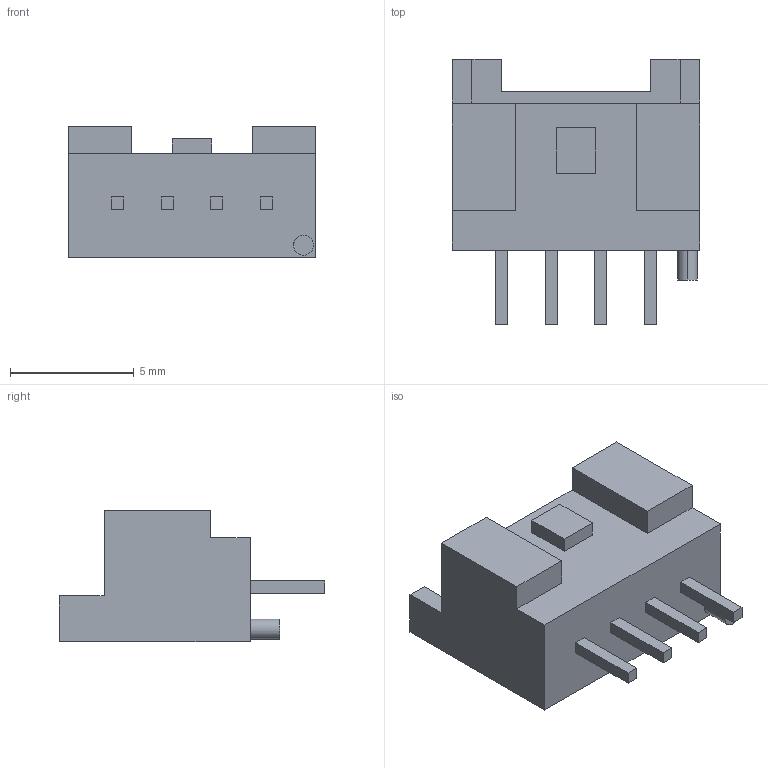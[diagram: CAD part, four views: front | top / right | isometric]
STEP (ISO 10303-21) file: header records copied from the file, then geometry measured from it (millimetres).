
FILE_DESCRIPTION(('CATIA V5 STEP Exchange'),'2;1');
FILE_NAME('B04B-PASK-1.stp','2020-06-12T14:31:33+00:00',('none'),('none'),'CATIA Version 5 Release 17 (IN-10)','CATIA V5 STEP AP214','none');
FILE_SCHEMA(('AUTOMOTIVE_DESIGN { 1 0 10303 214 1 1 1 1 }'));
Length unit declared in the file: millimetre
Products named in the file (1): B04B-PASK-1(C³)
Bounding box: 10 x 10.7 x 5.3 mm (x, y, z)
Volume: 188.1 mm3; surface area: 478.7 mm2
Topology: 1 solids, 1 shells, 76 faces, 192 edges, 128 vertices
Faces by surface type: plane 74, cylinder 2
Entity records: 2557 total; most frequent: CARTESIAN_POINT 419, ORIENTED_EDGE 384, DIRECTION 342, EDGE_CURVE 192, VECTOR 188, LINE 188, VERTEX_POINT 128, EDGE_LOOP 86
